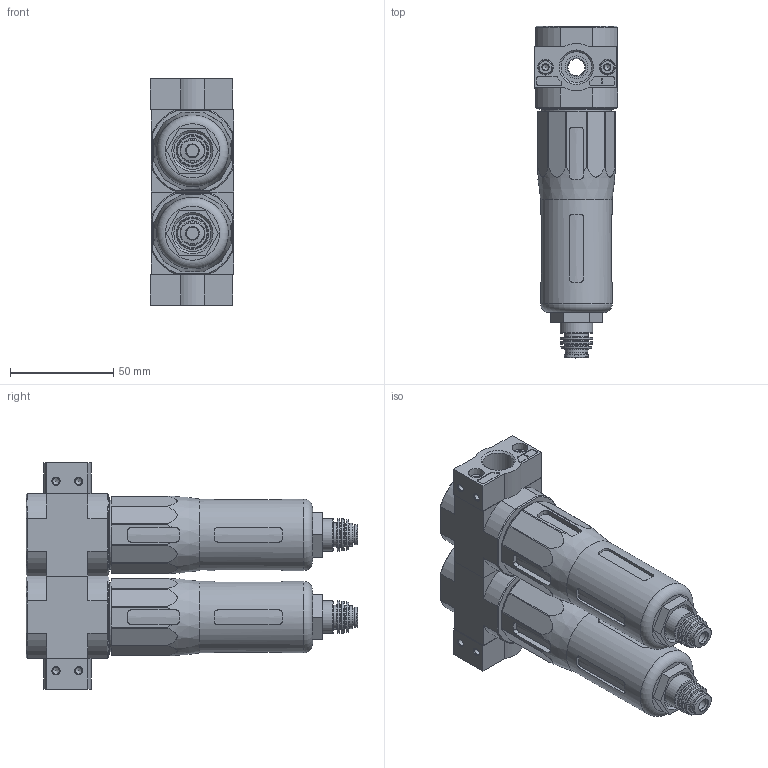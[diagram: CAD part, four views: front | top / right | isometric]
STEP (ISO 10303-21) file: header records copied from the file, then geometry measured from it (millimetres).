
FILE_DESCRIPTION(/* description */ ('STEP AP214'),/* implementation_level */ '2;1');
FILE_NAME(/* name */ '162668_LFMBA-3_8-D-MINI-A',/* time_stamp */ '2024-09-03T16:54:29+02:00',/* author */ ('License CC BY-ND 4.0'),/* organization */ ('CADENAS'),/* preprocessor_version */ 'ST-DEVELOPER v19.3',/* originating_system */ 'PARTsolutions',/* authorisation */ ' ');
FILE_SCHEMA (('AUTOMOTIVE_DESIGN {1 0 10303 214 3 1 1}'));
Length unit declared in the file: millimetre
Products named in the file (9): 162668 LFMBA-3/8-D-MINI-A; 380293 PBL-3/8-D-MINI-L---(1) p1; DIN-912 - M4x16(F); 380295 PBL-3/8-D-MINI-R---(0) p1; 126039 LFMB-D-MINI-A; 526489 MS4-LFR-V; 359787 LF-D-MINI; 126038 LFMA-D-MINI-A; 355622 FRB-D-MINI
Assembly tree (14 placements, depth 2):
  162668 LFMBA-3/8-D-MINI-A
    380293 PBL-3/8-D-MINI-L---(1) p1
    DIN-912 - M4x16(F)  x4
    380295 PBL-3/8-D-MINI-R---(0) p1
    126039 LFMB-D-MINI-A
    526489 MS4-LFR-V  x2
    359787 LF-D-MINI  x2
    126038 LFMA-D-MINI-A
    355622 FRB-D-MINI  x2
Bounding box: 40.4 x 161.02 x 110 mm (x, y, z)
Volume: 333110.7 mm3; surface area: 67852.5 mm2
Topology: 14 solids, 14 shells, 713 faces, 1658 edges, 1039 vertices
Faces by surface type: plane 321, cylinder 211, cone 135, torus 46
Full cylindrical faces by diameter (mm): 2.9 x2, 3.242 x10, 4 x6, 5.2 x6, 6 x4, 6.3 x4, 6.5 x2, 7 x4, 11 x5, 11.4 x3, 11.6 x2, 11.8 x2, 12.2 x3, 14.95 x2, 15.7 x1, 15.8 x2, 15.9 x2, 18 x2, 34.7 x2, 36 x2, 37 x2
Entity records: 18859 total; most frequent: CARTESIAN_POINT 3601, DIRECTION 2520, ORIENTED_EDGE 2422, EDGE_CURVE 1211, AXIS2_PLACEMENT_3D 982, VERTEX_POINT 855, FACE_BOUND 756, EDGE_LOOP 748
